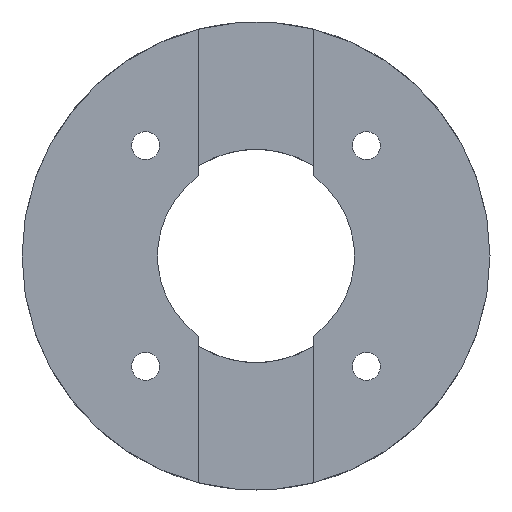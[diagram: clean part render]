
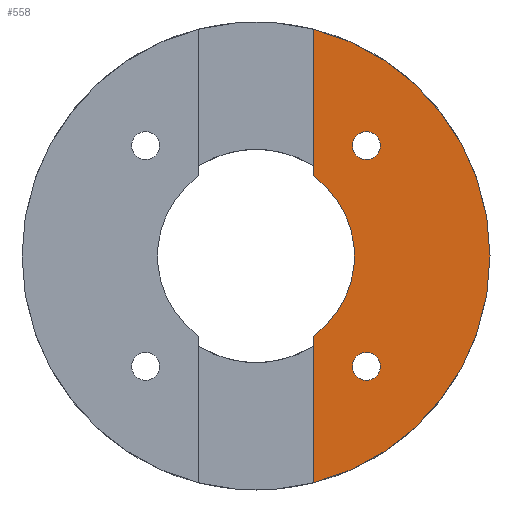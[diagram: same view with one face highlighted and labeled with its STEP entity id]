
A CAD part, front view. The second image highlights one B-rep face of the part: STEP entity #558.
In plain terms, the highlighted planar face has unit normal (0, -1, 0).
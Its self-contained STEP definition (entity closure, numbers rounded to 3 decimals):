
#15=FACE_BOUND('',#94,.T.);
#16=FACE_BOUND('',#95,.T.);
#35=PLANE('',#611);
#56=FACE_OUTER_BOUND('',#93,.T.);
#93=EDGE_LOOP('',(#398,#399,#400,#401));
#94=EDGE_LOOP('',(#402));
#95=EDGE_LOOP('',(#403));
#149=LINE('',#896,#184);
#154=LINE('',#905,#189);
#184=VECTOR('',#699,10.);
#189=VECTOR('',#706,10.);
#216=CIRCLE('',#608,12.);
#217=CIRCLE('',#612,28.5);
#218=CIRCLE('',#613,1.7);
#219=CIRCLE('',#614,1.7);
#259=VERTEX_POINT('',#885);
#260=VERTEX_POINT('',#887);
#263=VERTEX_POINT('',#895);
#266=VERTEX_POINT('',#903);
#267=VERTEX_POINT('',#908);
#268=VERTEX_POINT('',#910);
#309=EDGE_CURVE('',#260,#259,#216,.T.);
#313=EDGE_CURVE('',#263,#260,#149,.T.);
#318=EDGE_CURVE('',#259,#266,#154,.T.);
#319=EDGE_CURVE('',#266,#263,#217,.T.);
#320=EDGE_CURVE('',#267,#267,#218,.T.);
#321=EDGE_CURVE('',#268,#268,#219,.T.);
#398=ORIENTED_EDGE('',*,*,#318,.T.);
#399=ORIENTED_EDGE('',*,*,#319,.T.);
#400=ORIENTED_EDGE('',*,*,#313,.T.);
#401=ORIENTED_EDGE('',*,*,#309,.T.);
#402=ORIENTED_EDGE('',*,*,#320,.T.);
#403=ORIENTED_EDGE('',*,*,#321,.T.);
#558=ADVANCED_FACE('',(#56,#15,#16),#35,.T.);
#608=AXIS2_PLACEMENT_3D('',#888,#692,#693);
#611=AXIS2_PLACEMENT_3D('',#906,#707,#708);
#612=AXIS2_PLACEMENT_3D('',#907,#709,#710);
#613=AXIS2_PLACEMENT_3D('',#909,#711,#712);
#614=AXIS2_PLACEMENT_3D('',#911,#713,#714);
#692=DIRECTION('center_axis',(0.,1.,0.));
#693=DIRECTION('ref_axis',(1.,0.,0.));
#699=DIRECTION('',(0.,0.,-1.));
#706=DIRECTION('',(0.,0.,-1.));
#707=DIRECTION('center_axis',(0.,-1.,0.));
#708=DIRECTION('ref_axis',(1.,0.,0.));
#709=DIRECTION('center_axis',(0.,-1.,0.));
#710=DIRECTION('ref_axis',(1.,0.,0.));
#711=DIRECTION('center_axis',(0.,1.,0.));
#712=DIRECTION('ref_axis',(1.,0.,0.));
#713=DIRECTION('center_axis',(0.,1.,0.));
#714=DIRECTION('ref_axis',(1.,0.,0.));
#885=CARTESIAN_POINT('',(7.,-4.,-9.747));
#887=CARTESIAN_POINT('',(7.,-4.,9.747));
#888=CARTESIAN_POINT('Origin',(0.,-4.,0.));
#895=CARTESIAN_POINT('',(7.,-4.,27.627));
#896=CARTESIAN_POINT('',(7.,-4.,28.5));
#903=CARTESIAN_POINT('',(7.,-4.,-27.627));
#905=CARTESIAN_POINT('',(7.,-4.,28.5));
#906=CARTESIAN_POINT('Origin',(17.75,-4.,0.));
#907=CARTESIAN_POINT('Origin',(0.,-4.,0.));
#908=CARTESIAN_POINT('',(15.135,-4.,-13.435));
#909=CARTESIAN_POINT('Origin',(13.435,-4.,-13.435));
#910=CARTESIAN_POINT('',(13.435,-4.,15.135));
#911=CARTESIAN_POINT('Origin',(13.435,-4.,13.435));
